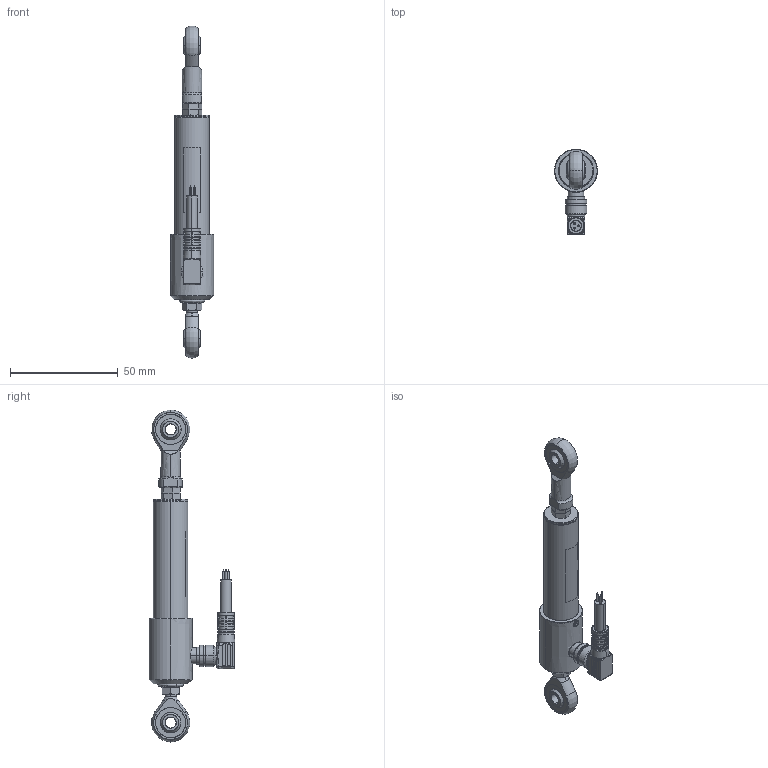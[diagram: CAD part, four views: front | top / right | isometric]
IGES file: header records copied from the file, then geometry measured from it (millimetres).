
Start section: SolidWorks IGES file using analytic representation for surfaces
Global section: file name: TX2_0025_Stecker_ein.IGS; native system: SolidWorks 2010; preprocessor: SolidWorks 2010; author: Konstantinidis; date: 110117.131655; units: millimetre
Bounding box: 20 x 39.8 x 154.07 mm (x, y, z)
Surface area: 10700.8 mm2 (no closed solid volume)
Topology: 0 solids, 0 shells, 462 faces, 5261 edges, 5253 vertices
Faces by surface type: revolution 231, bspline 231
